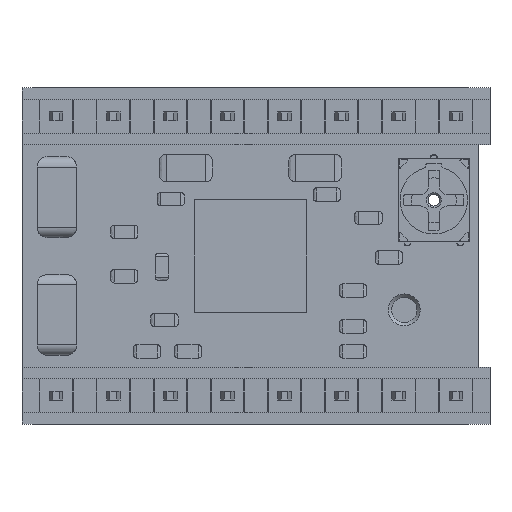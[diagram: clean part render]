
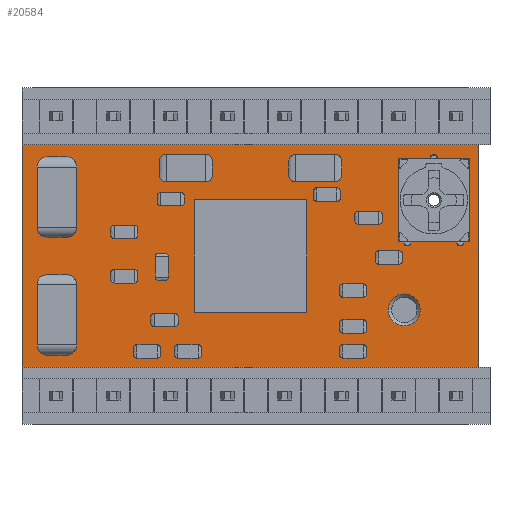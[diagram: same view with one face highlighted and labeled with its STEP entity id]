
A CAD part, front view. The second image highlights one B-rep face of the part: STEP entity #20584.
In plain terms, the highlighted face is planar.
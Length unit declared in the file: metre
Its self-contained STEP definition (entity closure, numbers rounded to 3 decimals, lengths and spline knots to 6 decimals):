
#668=CIRCLE('',#24041,0.00071);
#672=CIRCLE('',#24048,0.001075);
#674=CIRCLE('',#24052,0.0005);
#676=CIRCLE('',#24056,0.0005);
#678=CIRCLE('',#24060,0.0005);
#680=CIRCLE('',#24064,0.0005);
#682=CIRCLE('',#24068,0.000335);
#683=CIRCLE('',#24069,0.000335);
#684=CIRCLE('',#24070,0.000335);
#685=CIRCLE('',#24071,0.000335);
#686=CIRCLE('',#24072,0.000335);
#687=CIRCLE('',#24073,0.000335);
#688=CIRCLE('',#24074,0.0003);
#689=CIRCLE('',#24075,0.0003);
#690=CIRCLE('',#24076,0.0003);
#3955=ORIENTED_EDGE('',*,*,#8371,.T.);
#3956=ORIENTED_EDGE('',*,*,#8372,.T.);
#3957=ORIENTED_EDGE('',*,*,#8373,.T.);
#3958=ORIENTED_EDGE('',*,*,#8374,.T.);
#3959=ORIENTED_EDGE('',*,*,#8375,.T.);
#3960=ORIENTED_EDGE('',*,*,#8376,.T.);
#3961=ORIENTED_EDGE('',*,*,#8377,.F.);
#3962=ORIENTED_EDGE('',*,*,#8378,.F.);
#3963=ORIENTED_EDGE('',*,*,#8379,.F.);
#3964=ORIENTED_EDGE('',*,*,#8341,.T.);
#3965=ORIENTED_EDGE('',*,*,#8345,.T.);
#3966=ORIENTED_EDGE('',*,*,#8347,.F.);
#3967=ORIENTED_EDGE('',*,*,#8351,.F.);
#3968=ORIENTED_EDGE('',*,*,#8354,.F.);
#3969=ORIENTED_EDGE('',*,*,#8357,.F.);
#3970=ORIENTED_EDGE('',*,*,#8360,.F.);
#3971=ORIENTED_EDGE('',*,*,#8363,.F.);
#3972=ORIENTED_EDGE('',*,*,#8366,.F.);
#3973=ORIENTED_EDGE('',*,*,#8369,.F.);
#8341=EDGE_CURVE('',#10737,#10737,#668,.T.);
#8345=EDGE_CURVE('',#10741,#10741,#672,.T.);
#8347=EDGE_CURVE('',#10743,#10744,#674,.T.);
#8351=EDGE_CURVE('',#10747,#10743,#12914,.T.);
#8354=EDGE_CURVE('',#10749,#10747,#676,.T.);
#8357=EDGE_CURVE('',#10751,#10749,#12918,.T.);
#8360=EDGE_CURVE('',#10753,#10751,#678,.T.);
#8363=EDGE_CURVE('',#10755,#10753,#12922,.T.);
#8366=EDGE_CURVE('',#10757,#10755,#680,.T.);
#8369=EDGE_CURVE('',#10744,#10757,#12926,.T.);
#8371=EDGE_CURVE('',#10759,#10759,#682,.T.);
#8372=EDGE_CURVE('',#10760,#10760,#683,.T.);
#8373=EDGE_CURVE('',#10761,#10761,#684,.T.);
#8374=EDGE_CURVE('',#10762,#10762,#685,.T.);
#8375=EDGE_CURVE('',#10763,#10763,#686,.T.);
#8376=EDGE_CURVE('',#10764,#10764,#687,.T.);
#8377=EDGE_CURVE('',#10765,#10765,#688,.T.);
#8378=EDGE_CURVE('',#10766,#10766,#689,.T.);
#8379=EDGE_CURVE('',#10767,#10767,#690,.T.);
#10737=VERTEX_POINT('',#33627);
#10741=VERTEX_POINT('',#33638);
#10743=VERTEX_POINT('',#33644);
#10744=VERTEX_POINT('',#33645);
#10747=VERTEX_POINT('',#33653);
#10749=VERTEX_POINT('',#33659);
#10751=VERTEX_POINT('',#33665);
#10753=VERTEX_POINT('',#33671);
#10755=VERTEX_POINT('',#33677);
#10757=VERTEX_POINT('',#33683);
#10759=VERTEX_POINT('',#33692);
#10760=VERTEX_POINT('',#33694);
#10761=VERTEX_POINT('',#33696);
#10762=VERTEX_POINT('',#33698);
#10763=VERTEX_POINT('',#33700);
#10764=VERTEX_POINT('',#33702);
#10765=VERTEX_POINT('',#33704);
#10766=VERTEX_POINT('',#33706);
#10767=VERTEX_POINT('',#33708);
#12914=LINE('',#33652,#15168);
#12918=LINE('',#33664,#15172);
#12922=LINE('',#33676,#15176);
#12926=LINE('',#33688,#15180);
#15168=VECTOR('',#27492,1.);
#15172=VECTOR('',#27504,1.);
#15176=VECTOR('',#27516,1.);
#15180=VECTOR('',#27528,1.);
#16816=EDGE_LOOP('',(#3955));
#16817=EDGE_LOOP('',(#3956));
#16818=EDGE_LOOP('',(#3957));
#16819=EDGE_LOOP('',(#3958));
#16820=EDGE_LOOP('',(#3959));
#16821=EDGE_LOOP('',(#3960));
#16822=EDGE_LOOP('',(#3961));
#16823=EDGE_LOOP('',(#3962));
#16824=EDGE_LOOP('',(#3963));
#16825=EDGE_LOOP('',(#3964));
#16826=EDGE_LOOP('',(#3965));
#16827=EDGE_LOOP('',(#3966,#3967,#3968,#3969,#3970,#3971,#3972,#3973));
#18139=FACE_BOUND('',#16816,.T.);
#18140=FACE_BOUND('',#16817,.T.);
#18141=FACE_BOUND('',#16818,.T.);
#18142=FACE_BOUND('',#16819,.T.);
#18143=FACE_BOUND('',#16820,.T.);
#18144=FACE_BOUND('',#16821,.T.);
#18145=FACE_BOUND('',#16822,.T.);
#18146=FACE_BOUND('',#16823,.T.);
#18147=FACE_BOUND('',#16824,.T.);
#18148=FACE_BOUND('',#16825,.T.);
#18149=FACE_BOUND('',#16826,.T.);
#18150=FACE_BOUND('',#16827,.T.);
#19340=PLANE('',#24067);
#20584=ADVANCED_FACE('',(#18139,#18140,#18141,#18142,#18143,#18144,#18145,
#18146,#18147,#18148,#18149,#18150),#19340,.T.);
#24041=AXIS2_PLACEMENT_3D('',#33626,#27462,#27463);
#24048=AXIS2_PLACEMENT_3D('',#33637,#27476,#27477);
#24052=AXIS2_PLACEMENT_3D('',#33643,#27484,#27485);
#24056=AXIS2_PLACEMENT_3D('',#33658,#27497,#27498);
#24060=AXIS2_PLACEMENT_3D('',#33670,#27509,#27510);
#24064=AXIS2_PLACEMENT_3D('',#33682,#27521,#27522);
#24067=AXIS2_PLACEMENT_3D('',#33690,#27530,#27531);
#24068=AXIS2_PLACEMENT_3D('',#33691,#27532,#27533);
#24069=AXIS2_PLACEMENT_3D('',#33693,#27534,#27535);
#24070=AXIS2_PLACEMENT_3D('',#33695,#27536,#27537);
#24071=AXIS2_PLACEMENT_3D('',#33697,#27538,#27539);
#24072=AXIS2_PLACEMENT_3D('',#33699,#27540,#27541);
#24073=AXIS2_PLACEMENT_3D('',#33701,#27542,#27543);
#24074=AXIS2_PLACEMENT_3D('',#33703,#27544,#27545);
#24075=AXIS2_PLACEMENT_3D('',#33705,#27546,#27547);
#24076=AXIS2_PLACEMENT_3D('',#33707,#27548,#27549);
#27462=DIRECTION('',(0.,0.,1.));
#27463=DIRECTION('',(1.,0.,0.));
#27476=DIRECTION('',(0.,0.,1.));
#27477=DIRECTION('',(1.,0.,0.));
#27484=DIRECTION('',(0.,0.,1.));
#27485=DIRECTION('',(-1.,0.,0.));
#27492=DIRECTION('',(0.,-1.,0.));
#27497=DIRECTION('',(0.,0.,1.));
#27498=DIRECTION('',(-1.,0.,0.));
#27504=DIRECTION('',(-1.,0.,0.));
#27509=DIRECTION('',(0.,0.,1.));
#27510=DIRECTION('',(-1.,0.,0.));
#27516=DIRECTION('',(0.,1.,0.));
#27521=DIRECTION('',(0.,0.,1.));
#27522=DIRECTION('',(-1.,0.,0.));
#27528=DIRECTION('',(1.,0.,0.));
#27530=DIRECTION('',(0.,0.,-1.));
#27531=DIRECTION('',(-1.,0.,0.));
#27532=DIRECTION('',(0.,0.,1.));
#27533=DIRECTION('',(1.,0.,0.));
#27534=DIRECTION('',(0.,0.,1.));
#27535=DIRECTION('',(1.,0.,0.));
#27536=DIRECTION('',(0.,0.,1.));
#27537=DIRECTION('',(1.,0.,0.));
#27538=DIRECTION('',(0.,0.,1.));
#27539=DIRECTION('',(1.,0.,0.));
#27540=DIRECTION('',(0.,0.,1.));
#27541=DIRECTION('',(1.,0.,0.));
#27542=DIRECTION('',(0.,0.,1.));
#27543=DIRECTION('',(1.,0.,0.));
#27544=DIRECTION('',(0.,0.,-1.));
#27545=DIRECTION('',(-1.,0.,0.));
#27546=DIRECTION('',(0.,0.,-1.));
#27547=DIRECTION('',(-1.,0.,0.));
#27548=DIRECTION('',(0.,0.,-1.));
#27549=DIRECTION('',(-1.,0.,0.));
#33626=CARTESIAN_POINT('',(-0.0024,0.006845,0.0025));
#33627=CARTESIAN_POINT('',(-0.00169,0.006845,0.0025));
#33637=CARTESIAN_POINT('',(0.00248,0.00816,0.0025));
#33638=CARTESIAN_POINT('',(0.003555,0.00816,0.0025));
#33643=CARTESIAN_POINT('',(-0.00698,-0.00966,0.0025));
#33644=CARTESIAN_POINT('',(-0.00748,-0.00966,0.0025));
#33645=CARTESIAN_POINT('',(-0.00698,-0.01016,0.0025));
#33652=CARTESIAN_POINT('',(-0.00748,0.00966,0.0025));
#33653=CARTESIAN_POINT('',(-0.00748,0.00966,0.0025));
#33658=CARTESIAN_POINT('',(-0.00698,0.00966,0.0025));
#33659=CARTESIAN_POINT('',(-0.00698,0.01016,0.0025));
#33664=CARTESIAN_POINT('',(0.00698,0.01016,0.0025));
#33665=CARTESIAN_POINT('',(0.00698,0.01016,0.0025));
#33670=CARTESIAN_POINT('',(0.00698,0.00966,0.0025));
#33671=CARTESIAN_POINT('',(0.00748,0.00966,0.0025));
#33676=CARTESIAN_POINT('',(0.00748,-0.00966,0.0025));
#33677=CARTESIAN_POINT('',(0.00748,-0.00966,0.0025));
#33682=CARTESIAN_POINT('',(0.00698,-0.00966,0.0025));
#33683=CARTESIAN_POINT('',(0.00698,-0.01016,0.0025));
#33688=CARTESIAN_POINT('',(-0.00698,-0.01016,0.0025));
#33690=CARTESIAN_POINT('',(-0.00935,-0.0127,0.0025));
#33691=CARTESIAN_POINT('',(0.00125,0.00125,0.0025));
#33692=CARTESIAN_POINT('',(0.001585,0.00125,0.0025));
#33693=CARTESIAN_POINT('',(0.,0.,0.0025));
#33694=CARTESIAN_POINT('',(0.000335,0.,0.0025));
#33695=CARTESIAN_POINT('',(-0.00125,0.00125,0.0025));
#33696=CARTESIAN_POINT('',(-0.000915,0.00125,0.0025));
#33697=CARTESIAN_POINT('',(0.,0.00125,0.0025));
#33698=CARTESIAN_POINT('',(0.000335,0.00125,0.0025));
#33699=CARTESIAN_POINT('',(0.00125,0.,0.0025));
#33700=CARTESIAN_POINT('',(0.001585,0.,0.0025));
#33701=CARTESIAN_POINT('',(-0.00125,0.,0.0025));
#33702=CARTESIAN_POINT('',(-0.000915,0.,0.0025));
#33703=CARTESIAN_POINT('',(0.00125,-0.00125,0.0025));
#33704=CARTESIAN_POINT('',(0.00095,-0.00125,0.0025));
#33705=CARTESIAN_POINT('',(0.,-0.00125,0.0025));
#33706=CARTESIAN_POINT('',(-0.0003,-0.00125,0.0025));
#33707=CARTESIAN_POINT('',(-0.00125,-0.00125,0.0025));
#33708=CARTESIAN_POINT('',(-0.00155,-0.00125,0.0025));
